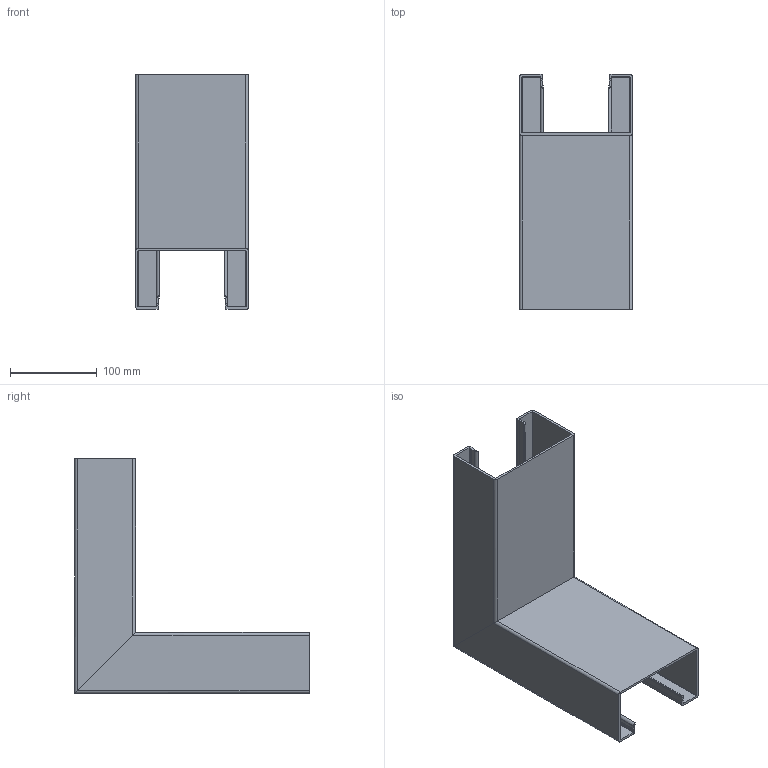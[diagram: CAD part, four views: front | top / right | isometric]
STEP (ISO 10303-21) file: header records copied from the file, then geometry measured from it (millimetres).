
FILE_DESCRIPTION (( 'STEP AP214' ), '1' );
FILE_NAME ('6274511.stp', '2016-05-05T14:38:06', ( '' ), ( '' ), 'SwSTEP 2.0', 'SolidWorks 2014', '' );
FILE_SCHEMA (( 'AUTOMOTIVE_DESIGN' ));
Length unit declared in the file: millimetre
Products named in the file (2): 6274511; 014531_GK-A70130_T
Assembly tree (2 placements, depth 2):
  6274511
    014531_GK-A70130_T  x2
Bounding box: 130 x 270 x 270 mm (x, y, z)
Volume: 405634 mm3; surface area: 312305.6 mm2
Topology: 2 solids, 2 shells, 108 faces, 312 edges, 208 vertices
Faces by surface type: plane 60, cylinder 48
Entity records: 1844 total; most frequent: CARTESIAN_POINT 379, ORIENTED_EDGE 312, DIRECTION 284, EDGE_CURVE 156, VECTOR 106, LINE 106, VERTEX_POINT 104, AXIS2_PLACEMENT_3D 89
